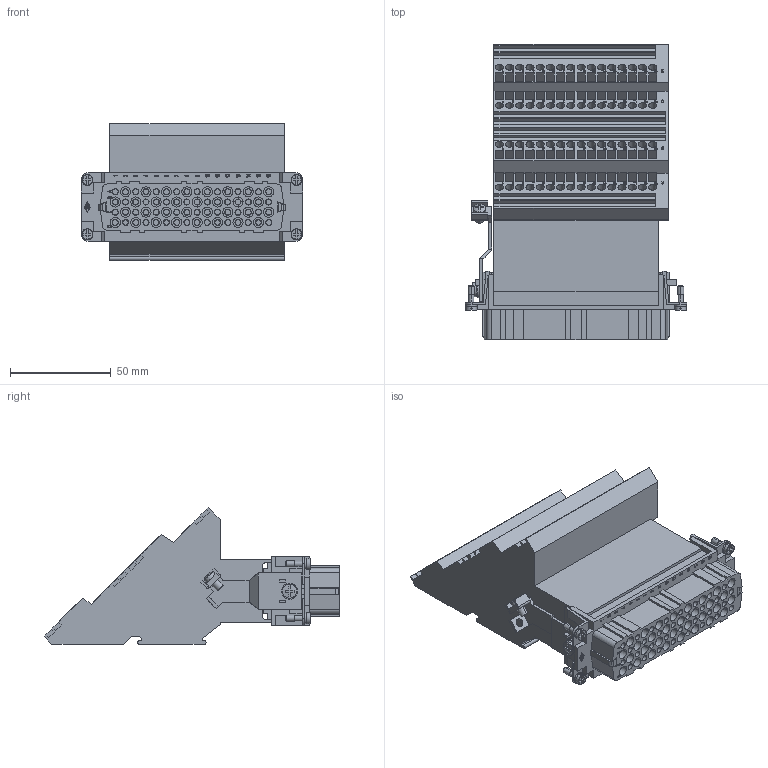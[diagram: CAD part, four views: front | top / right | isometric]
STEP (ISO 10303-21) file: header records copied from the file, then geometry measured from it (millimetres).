
FILE_DESCRIPTION((''),'2;1');
FILE_NAME('CTF 64 L.stp','2006-11-27T12:19:55',('gembarski'),(''),'Autodesk Inventor 7','Autodesk Inventor 7','');
FILE_SCHEMA(('AUTOMOTIVE_DESIGN { 1 0 10303 214 1 1 1 1 }'));
Length unit declared in the file: millimetre
Products named in the file (1): CTF 64 L
Bounding box: 110.2 x 147.01 x 68 mm (x, y, z)
Volume: 398259.9 mm3; surface area: 98822.4 mm2
Topology: 3 solids, 3 shells, 3394 faces, 8577 edges, 5685 vertices
Faces by surface type: plane 1751, bspline 989, cylinder 640, sphere 6, cone 4, torus 4
Entity records: 110332 total; most frequent: CARTESIAN_POINT 33265, ORIENTED_EDGE 17154, DIRECTION 13138, EDGE_CURVE 8577, VERTEX_POINT 5685, VECTOR 5484, LINE 5484, EDGE_LOOP 3924
